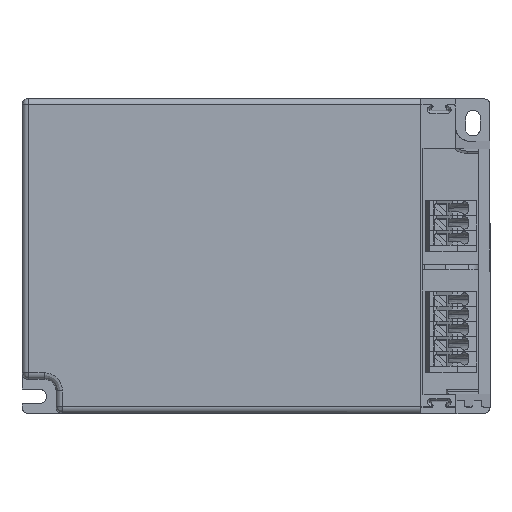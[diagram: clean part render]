
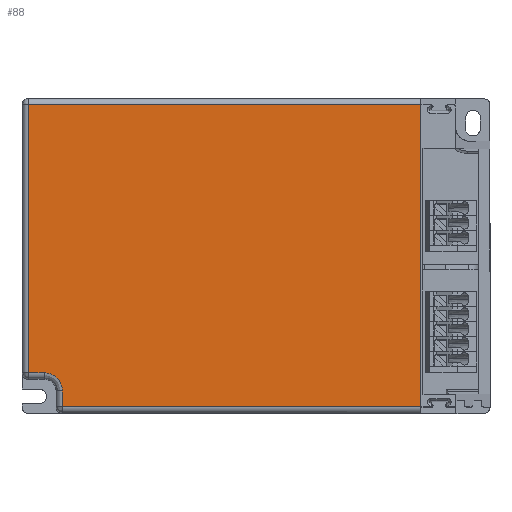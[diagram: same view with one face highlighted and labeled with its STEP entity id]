
A CAD part, top view. The second image highlights one B-rep face of the part: STEP entity #88.
In plain terms, the highlighted planar face has unit normal (0, 0, 1).
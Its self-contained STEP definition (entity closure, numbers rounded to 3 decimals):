
#88=ADVANCED_FACE('',(#650),#8734,.T.);
#650=FACE_OUTER_BOUND('',#1212,.T.);
#1212=EDGE_LOOP('',(#1989,#1990,#1991,#1992,#1993,#1994,#1995));
#1989=ORIENTED_EDGE('',*,*,#4818,.T.);
#1990=ORIENTED_EDGE('',*,*,#4819,.T.);
#1991=ORIENTED_EDGE('',*,*,#4820,.T.);
#1992=ORIENTED_EDGE('',*,*,#4821,.T.);
#1993=ORIENTED_EDGE('',*,*,#4882,.T.);
#1994=ORIENTED_EDGE('',*,*,#4822,.T.);
#1995=ORIENTED_EDGE('',*,*,#4823,.T.);
#4818=EDGE_CURVE('',#7727,#7728,#6454,.T.);
#4819=EDGE_CURVE('',#7728,#7729,#6455,.T.);
#4820=EDGE_CURVE('',#7729,#7730,#6456,.T.);
#4821=EDGE_CURVE('',#7730,#7731,#6457,.T.);
#4822=EDGE_CURVE('',#7732,#7733,#6458,.T.);
#4823=EDGE_CURVE('',#7733,#7727,#6459,.T.);
#4882=EDGE_CURVE('',#7731,#7732,#6190,.T.);
#6190=(
BOUNDED_CURVE()
B_SPLINE_CURVE(2,(#12261,#12262,#12263),.UNSPECIFIED.,.F.,.F.)
B_SPLINE_CURVE_WITH_KNOTS((3,3),(-8.5,0.),.UNSPECIFIED.)
CURVE()
GEOMETRIC_REPRESENTATION_ITEM()
RATIONAL_B_SPLINE_CURVE((1.,0.707,1.))
REPRESENTATION_ITEM('')
);
#6454=B_SPLINE_CURVE_WITH_KNOTS('',1,(#12054,#12055),.UNSPECIFIED.,.F.,
 .F.,(2,2),(0.,71.),.UNSPECIFIED.);
#6455=B_SPLINE_CURVE_WITH_KNOTS('',1,(#12056,#12057),.UNSPECIFIED.,.F.,
 .F.,(2,2),(0.,92.25),.UNSPECIFIED.);
#6456=B_SPLINE_CURVE_WITH_KNOTS('',1,(#12058,#12059),.UNSPECIFIED.,.F.,
 .F.,(2,2),(0.,63.),.UNSPECIFIED.);
#6457=B_SPLINE_CURVE_WITH_KNOTS('',1,(#12060,#12061),.UNSPECIFIED.,.F.,
 .F.,(2,2),(0.,3.75),.UNSPECIFIED.);
#6458=B_SPLINE_CURVE_WITH_KNOTS('',1,(#12062,#12063),.UNSPECIFIED.,.F.,
 .F.,(2,2),(0.,3.75),.UNSPECIFIED.);
#6459=B_SPLINE_CURVE_WITH_KNOTS('',1,(#12064,#12065),.UNSPECIFIED.,.F.,
 .F.,(2,2),(0.,84.25),.UNSPECIFIED.);
#7727=VERTEX_POINT('',#11538);
#7728=VERTEX_POINT('',#11539);
#7729=VERTEX_POINT('',#11540);
#7730=VERTEX_POINT('',#11541);
#7731=VERTEX_POINT('',#11542);
#7732=VERTEX_POINT('',#11543);
#7733=VERTEX_POINT('',#11544);
#8734=PLANE('',#9206);
#9206=AXIS2_PLACEMENT_3D('',#10206,#9661,$);
#9661=DIRECTION('',(0.,0.,1.));
#10206=CARTESIAN_POINT('',(-112.74,-27.763,14.25));
#11538=CARTESIAN_POINT('',(-11.102,-20.5,14.25));
#11539=CARTESIAN_POINT('',(-11.102,50.5,14.25));
#11540=CARTESIAN_POINT('',(-103.352,50.5,14.25));
#11541=CARTESIAN_POINT('',(-103.352,-12.5,14.25));
#11542=CARTESIAN_POINT('',(-99.602,-12.5,14.25));
#11543=CARTESIAN_POINT('',(-95.352,-16.75,14.25));
#11544=CARTESIAN_POINT('',(-95.352,-20.5,14.25));
#12054=CARTESIAN_POINT('',(-11.102,-20.5,14.25));
#12055=CARTESIAN_POINT('',(-11.102,50.5,14.25));
#12056=CARTESIAN_POINT('',(-11.102,50.5,14.25));
#12057=CARTESIAN_POINT('',(-103.352,50.5,14.25));
#12058=CARTESIAN_POINT('',(-103.352,50.5,14.25));
#12059=CARTESIAN_POINT('',(-103.352,-12.5,14.25));
#12060=CARTESIAN_POINT('',(-103.352,-12.5,14.25));
#12061=CARTESIAN_POINT('',(-99.602,-12.5,14.25));
#12062=CARTESIAN_POINT('',(-95.352,-16.75,14.25));
#12063=CARTESIAN_POINT('',(-95.352,-20.5,14.25));
#12064=CARTESIAN_POINT('',(-95.352,-20.5,14.25));
#12065=CARTESIAN_POINT('',(-11.102,-20.5,14.25));
#12261=CARTESIAN_POINT('',(-99.602,-12.5,14.25));
#12262=CARTESIAN_POINT('',(-95.352,-12.5,14.25));
#12263=CARTESIAN_POINT('',(-95.352,-16.75,14.25));
